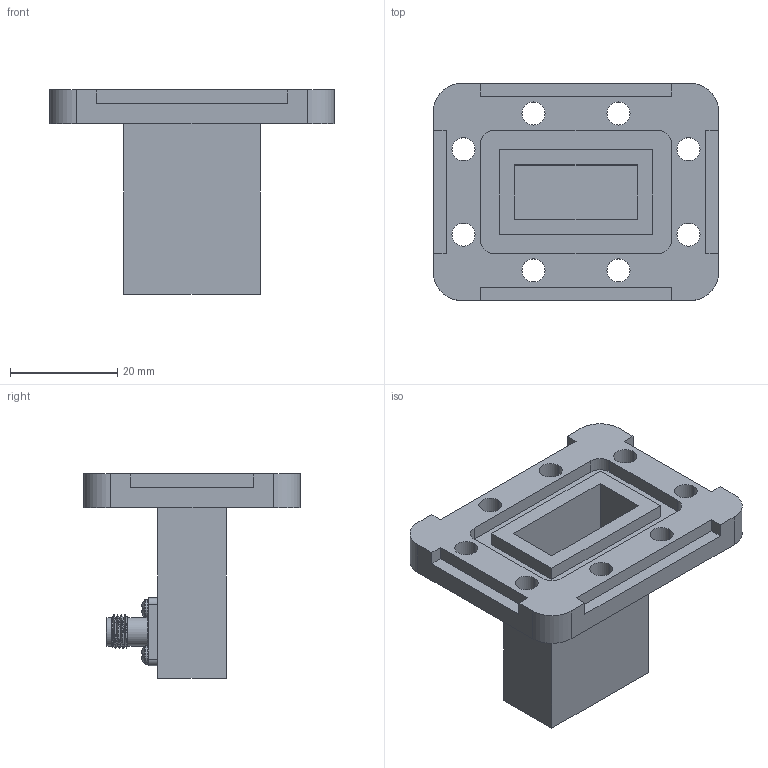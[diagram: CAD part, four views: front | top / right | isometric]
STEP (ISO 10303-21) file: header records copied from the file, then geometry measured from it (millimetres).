
FILE_DESCRIPTION (( 'STEP AP214' ), '1' );
FILE_NAME ('PEWCA1034.step', '2021-05-20T17:06:24', ( '' ), ( '' ), 'SwSTEP 2.0', 'SolidWorks 2020', '' );
FILE_SCHEMA (( 'AUTOMOTIVE_DESIGN' ));
Length unit declared in the file: inch
Products named in the file (3): SMA FEMALE; PEWCA1034
Assembly tree (2 placements, depth 2):
  PEWCA1034
    PEWCA1034
    SMA FEMALE
Bounding box: 53.14 x 40.44 x 38.1 mm (x, y, z)
Volume: 13553 mm3; surface area: 12108.6 mm2
Topology: 11 solids, 11 shells, 303 faces, 798 edges, 527 vertices
Faces by surface type: plane 135, cylinder 103, cone 32, bspline 31, torus 2
Entity records: 15673 total; most frequent: CARTESIAN_POINT 8334, ORIENTED_EDGE 1596, DIRECTION 1341, EDGE_CURVE 798, VERTEX_POINT 527, AXIS2_PLACEMENT_3D 499, VECTOR 343, LINE 343
